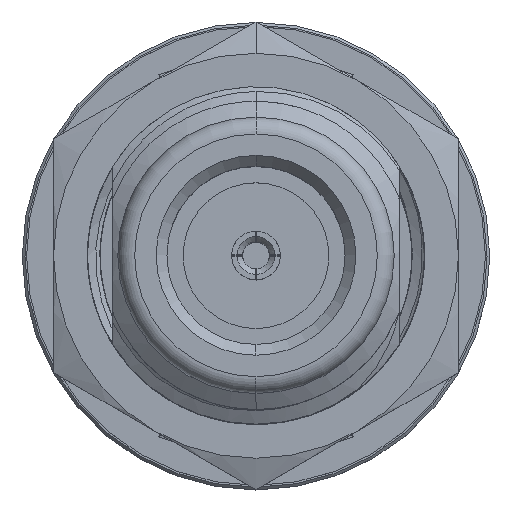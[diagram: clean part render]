
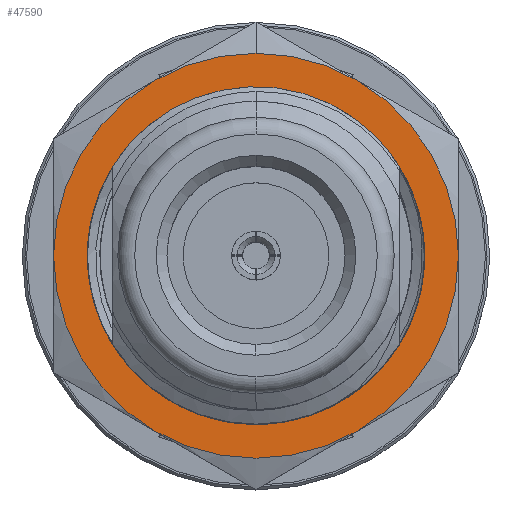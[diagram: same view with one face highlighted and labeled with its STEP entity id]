
A CAD part, top view. The second image highlights one B-rep face of the part: STEP entity #47590.
In plain terms, the highlighted face is planar.
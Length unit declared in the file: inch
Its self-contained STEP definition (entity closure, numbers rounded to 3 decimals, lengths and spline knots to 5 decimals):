
#2443 = CIRCLE ( 'NONE', #59113, 0.375 ) ;
#3402 = CARTESIAN_POINT ( 'NONE',  ( 1.033, 0.1875, 0.32476 ) ) ;
#3590 = EDGE_LOOP ( 'NONE', ( #45510, #34847, #7962, #67867, #77356, #71350, #89987 ) ) ;
#4325 = AXIS2_PLACEMENT_3D ( 'NONE', #74241, #66710, #34722 ) ;
#5237 = DIRECTION ( 'NONE',  ( 1., 0., 0. ) ) ;
#6504 = ORIENTED_EDGE ( 'NONE', *, *, #100902, .F. ) ;
#6538 = VERTEX_POINT ( 'NONE', #48582 ) ;
#6709 = CARTESIAN_POINT ( 'NONE',  ( 1.033, 0., 0. ) ) ;
#7473 = DIRECTION ( 'NONE',  ( 1., 0., 0. ) ) ;
#7962 = ORIENTED_EDGE ( 'NONE', *, *, #51338, .T. ) ;
#13133 = DIRECTION ( 'NONE',  ( 0., 0., -1. ) ) ;
#16728 = CIRCLE ( 'NONE', #77184, 0.3125 ) ;
#19034 = DIRECTION ( 'NONE',  ( 1., 0., 0. ) ) ;
#21570 = AXIS2_PLACEMENT_3D ( 'NONE', #75162, #5237, #13133 ) ;
#22109 = FACE_BOUND ( 'NONE', #40715, .T. ) ;
#22389 = DIRECTION ( 'NONE',  ( 1., 0., 0. ) ) ;
#22448 = DIRECTION ( 'NONE',  ( 1., 0., 0. ) ) ;
#24088 = AXIS2_PLACEMENT_3D ( 'NONE', #90226, #19034, #28229 ) ;
#24235 = DIRECTION ( 'NONE',  ( 0., 0., -1. ) ) ;
#26268 = VERTEX_POINT ( 'NONE', #36902 ) ;
#27264 = AXIS2_PLACEMENT_3D ( 'NONE', #76401, #7473, #93395 ) ;
#28229 = DIRECTION ( 'NONE',  ( 0., 0., -1. ) ) ;
#28983 = VERTEX_POINT ( 'NONE', #3402 ) ;
#29742 = AXIS2_PLACEMENT_3D ( 'NONE', #92073, #92401, #53581 ) ;
#32731 = CARTESIAN_POINT ( 'NONE',  ( 1.033, 0., 0. ) ) ;
#33307 = DIRECTION ( 'NONE',  ( 1., 0., 0. ) ) ;
#34722 = DIRECTION ( 'NONE',  ( 0., 0., -1. ) ) ;
#34783 = CIRCLE ( 'NONE', #27264, 0.375 ) ;
#34847 = ORIENTED_EDGE ( 'NONE', *, *, #52550, .T. ) ;
#35308 = CIRCLE ( 'NONE', #37241, 0.375 ) ;
#35786 = CARTESIAN_POINT ( 'NONE',  ( 1.033, 0.09165, -0.29876 ) ) ;
#36902 = CARTESIAN_POINT ( 'NONE',  ( 1.033, -0.1875, -0.32476 ) ) ;
#37076 = CARTESIAN_POINT ( 'NONE',  ( 1.033, 0., 0. ) ) ;
#37241 = AXIS2_PLACEMENT_3D ( 'NONE', #86452, #33307, #71090 ) ;
#39885 = PLANE ( 'NONE',  #78239 ) ;
#40715 = EDGE_LOOP ( 'NONE', ( #6504, #65047, #97151 ) ) ;
#44484 = CARTESIAN_POINT ( 'NONE',  ( 1.033, 0., 0. ) ) ;
#44746 = VERTEX_POINT ( 'NONE', #35786 ) ;
#45346 = EDGE_CURVE ( 'NONE', #49986, #80073, #66052, .T. ) ;
#45452 = DIRECTION ( 'NONE',  ( 0., 0., -1. ) ) ;
#45510 = ORIENTED_EDGE ( 'NONE', *, *, #67213, .T. ) ;
#47128 = EDGE_CURVE ( 'NONE', #96375, #28983, #67230, .T. ) ;
#47590 = ADVANCED_FACE ( 'NONE', ( #22109, #55013 ), #39885, .T. ) ;
#48582 = CARTESIAN_POINT ( 'NONE',  ( 1.033, 0.1875, -0.32476 ) ) ;
#49869 = CIRCLE ( 'NONE', #21570, 0.375 ) ;
#49986 = VERTEX_POINT ( 'NONE', #100153 ) ;
#50033 = DIRECTION ( 'NONE',  ( 1., 0., 0. ) ) ;
#50362 = DIRECTION ( 'NONE',  ( 0., 0., -1. ) ) ;
#51338 = EDGE_CURVE ( 'NONE', #6538, #96375, #35308, .T. ) ;
#52550 = EDGE_CURVE ( 'NONE', #75740, #6538, #49869, .T. ) ;
#53581 = DIRECTION ( 'NONE',  ( 0., 0., -1. ) ) ;
#55013 = FACE_OUTER_BOUND ( 'NONE', #3590, .T. ) ;
#59113 = AXIS2_PLACEMENT_3D ( 'NONE', #97410, #50033, #50362 ) ;
#60285 = EDGE_CURVE ( 'NONE', #66478, #44746, #16728, .T. ) ;
#65047 = ORIENTED_EDGE ( 'NONE', *, *, #60285, .F. ) ;
#66052 = CIRCLE ( 'NONE', #4325, 0.375 ) ;
#66426 = CIRCLE ( 'NONE', #29742, 0.375 ) ;
#66478 = VERTEX_POINT ( 'NONE', #66518 ) ;
#66518 = CARTESIAN_POINT ( 'NONE',  ( 1.033, 0., -0.3125 ) ) ;
#66710 = DIRECTION ( 'NONE',  ( 1., 0., 0. ) ) ;
#66954 = EDGE_CURVE ( 'NONE', #28983, #49986, #66426, .T. ) ;
#67213 = EDGE_CURVE ( 'NONE', #26268, #75740, #34783, .T. ) ;
#67230 = CIRCLE ( 'NONE', #24088, 0.375 ) ;
#67867 = ORIENTED_EDGE ( 'NONE', *, *, #47128, .T. ) ;
#68764 = DIRECTION ( 'NONE',  ( 0., 0., -1. ) ) ;
#69308 = VERTEX_POINT ( 'NONE', #73749 ) ;
#69651 = EDGE_CURVE ( 'NONE', #69308, #66478, #71663, .T. ) ;
#71090 = DIRECTION ( 'NONE',  ( 0., 0., -1. ) ) ;
#71350 = ORIENTED_EDGE ( 'NONE', *, *, #45346, .T. ) ;
#71663 = CIRCLE ( 'NONE', #79451, 0.3125 ) ;
#73749 = CARTESIAN_POINT ( 'NONE',  ( 1.033, -0.14645, -0.27606 ) ) ;
#74241 = CARTESIAN_POINT ( 'NONE',  ( 1.033, 0., 0. ) ) ;
#75162 = CARTESIAN_POINT ( 'NONE',  ( 1.033, 0., 0. ) ) ;
#75407 = CARTESIAN_POINT ( 'NONE',  ( 1.033, 0., -0.375 ) ) ;
#75740 = VERTEX_POINT ( 'NONE', #75407 ) ;
#76401 = CARTESIAN_POINT ( 'NONE',  ( 1.033, 0., 0. ) ) ;
#76903 = DIRECTION ( 'NONE',  ( 0., 0., -1. ) ) ;
#77184 = AXIS2_PLACEMENT_3D ( 'NONE', #6709, #22448, #68764 ) ;
#77356 = ORIENTED_EDGE ( 'NONE', *, *, #66954, .T. ) ;
#78239 = AXIS2_PLACEMENT_3D ( 'NONE', #32731, #86902, #24235 ) ;
#79250 = CARTESIAN_POINT ( 'NONE',  ( 1.033, 0.375, 0. ) ) ;
#79451 = AXIS2_PLACEMENT_3D ( 'NONE', #44484, #83622, #45452 ) ;
#80073 = VERTEX_POINT ( 'NONE', #84984 ) ;
#81645 = AXIS2_PLACEMENT_3D ( 'NONE', #37076, #22389, #76903 ) ;
#82378 = CIRCLE ( 'NONE', #81645, 0.3125 ) ;
#83622 = DIRECTION ( 'NONE',  ( 1., 0., 0. ) ) ;
#84984 = CARTESIAN_POINT ( 'NONE',  ( 1.033, -0.375, 0. ) ) ;
#86452 = CARTESIAN_POINT ( 'NONE',  ( 1.033, 0., 0. ) ) ;
#86902 = DIRECTION ( 'NONE',  ( 1., 0., 0. ) ) ;
#88478 = EDGE_CURVE ( 'NONE', #80073, #26268, #2443, .T. ) ;
#89987 = ORIENTED_EDGE ( 'NONE', *, *, #88478, .T. ) ;
#90226 = CARTESIAN_POINT ( 'NONE',  ( 1.033, 0., 0. ) ) ;
#92073 = CARTESIAN_POINT ( 'NONE',  ( 1.033, 0., 0. ) ) ;
#92401 = DIRECTION ( 'NONE',  ( 1., 0., 0. ) ) ;
#93395 = DIRECTION ( 'NONE',  ( 0., 0., -1. ) ) ;
#96375 = VERTEX_POINT ( 'NONE', #79250 ) ;
#97151 = ORIENTED_EDGE ( 'NONE', *, *, #69651, .F. ) ;
#97410 = CARTESIAN_POINT ( 'NONE',  ( 1.033, 0., 0. ) ) ;
#100153 = CARTESIAN_POINT ( 'NONE',  ( 1.033, -0.1875, 0.32476 ) ) ;
#100902 = EDGE_CURVE ( 'NONE', #44746, #69308, #82378, .T. ) ;
